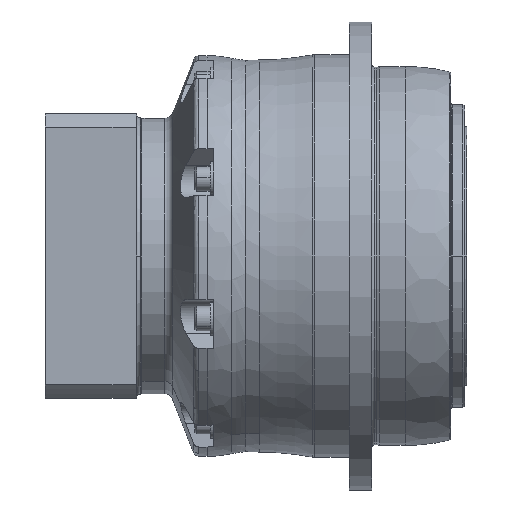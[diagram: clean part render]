
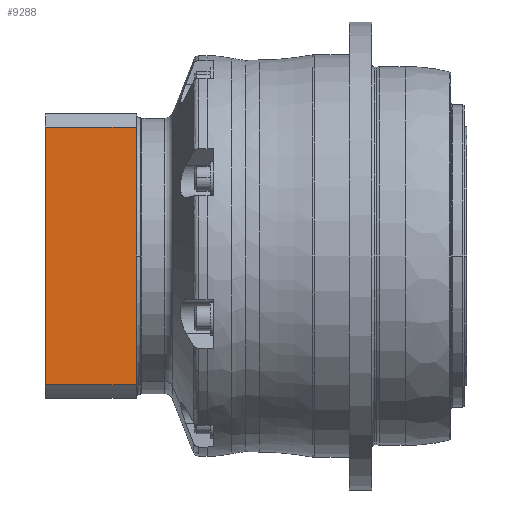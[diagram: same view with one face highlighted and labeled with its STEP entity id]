
A CAD part, front view. The second image highlights one B-rep face of the part: STEP entity #9288.
In plain terms, the highlighted planar face has unit normal (0, -1, 0).
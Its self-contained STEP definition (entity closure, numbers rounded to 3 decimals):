
#3318 = VERTEX_POINT( '', #9858 );
#3742 = EDGE_CURVE( '', #5496, #6800, #10323, .T. );
#5496 = VERTEX_POINT( '', #12298 );
#5570 = EDGE_CURVE( '', #3318, #6766, #12391, .T. );
#6766 = VERTEX_POINT( '', #13741 );
#6800 = VERTEX_POINT( '', #13780 );
#7612 = EDGE_CURVE( '', #8776, #5496, #14688, .T. );
#8104 = EDGE_CURVE( '', #6800, #3318, #15233, .T. );
#8776 = VERTEX_POINT( '', #15990 );
#9166 = EDGE_CURVE( '', #6766, #8776, #16435, .T. );
#9288 = ADVANCED_FACE( '', ( #16572 ), #16573, .T. );
#9858 = CARTESIAN_POINT( '', ( -64.9, -75., 0. ) );
#10323 = LINE( '', #18060, #18061 );
#12298 = CARTESIAN_POINT( '', ( -112.9, -75., -68.019 ) );
#12391 = LINE( '', #21366, #21367 );
#13741 = CARTESIAN_POINT( '', ( -64.9, -75., 68.019 ) );
#13780 = CARTESIAN_POINT( '', ( -64.9, -75., -68.019 ) );
#14688 = LINE( '', #25115, #25116 );
#15233 = LINE( '', #25841, #25842 );
#15990 = CARTESIAN_POINT( '', ( -112.9, -75., 68.019 ) );
#16435 = LINE( '', #27723, #27724 );
#16572 = FACE_OUTER_BOUND( '', #27969, .T. );
#16573 = PLANE( '', #27970 );
#18060 = CARTESIAN_POINT( '', ( -88.9, -75., -68.019 ) );
#18061 = VECTOR( '', #29545, 1. );
#21366 = CARTESIAN_POINT( '', ( -64.9, -75., 0. ) );
#21367 = VECTOR( '', #32032, 1. );
#25115 = CARTESIAN_POINT( '', ( -112.9, -75., 0. ) );
#25116 = VECTOR( '', #34871, 1. );
#25841 = CARTESIAN_POINT( '', ( -64.9, -75., 0. ) );
#25842 = VECTOR( '', #35554, 1. );
#27723 = CARTESIAN_POINT( '', ( -88.9, -75., 68.019 ) );
#27724 = VECTOR( '', #37076, 1. );
#27969 = EDGE_LOOP( '', ( #37240, #37241, #37242, #37243, #37244 ) );
#27970 = AXIS2_PLACEMENT_3D( '', #37245, #37246, #37247 );
#29545 = DIRECTION( '', ( 1., 0., 0. ) );
#32032 = DIRECTION( '', ( 0., 0., 1. ) );
#34871 = DIRECTION( '', ( 0., 0., -1. ) );
#35554 = DIRECTION( '', ( 0., 0., 1. ) );
#37076 = DIRECTION( '', ( -1., 0., 0. ) );
#37240 = ORIENTED_EDGE( '', *, *, #9166, .T. );
#37241 = ORIENTED_EDGE( '', *, *, #7612, .T. );
#37242 = ORIENTED_EDGE( '', *, *, #3742, .T. );
#37243 = ORIENTED_EDGE( '', *, *, #8104, .T. );
#37244 = ORIENTED_EDGE( '', *, *, #5570, .T. );
#37245 = CARTESIAN_POINT( '', ( -88.9, -75., 0. ) );
#37246 = DIRECTION( '', ( 0., -1., 0. ) );
#37247 = DIRECTION( '', ( 1., 0., 0. ) );
